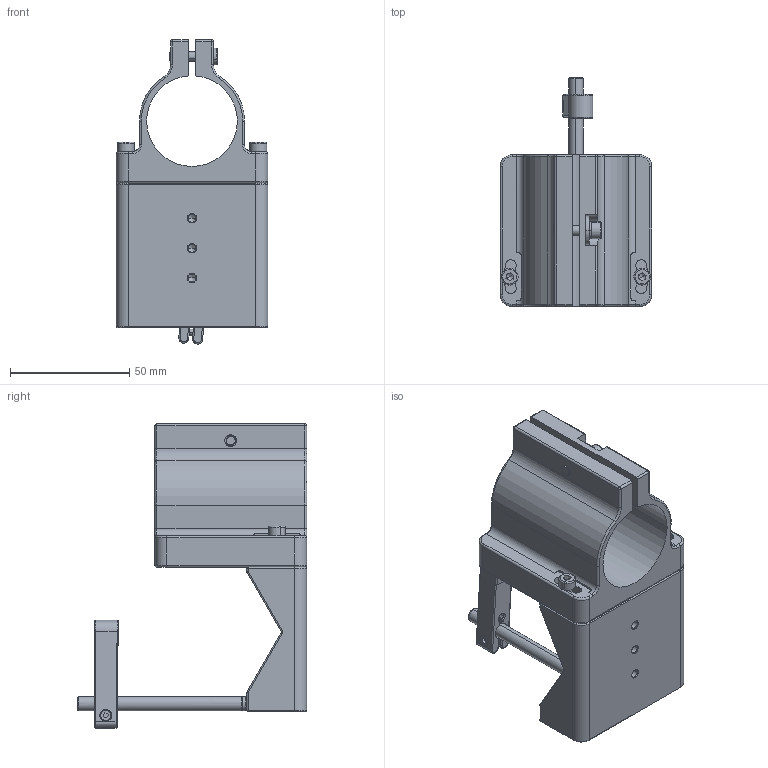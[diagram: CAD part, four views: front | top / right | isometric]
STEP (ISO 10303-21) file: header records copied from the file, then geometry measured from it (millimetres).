
FILE_DESCRIPTION (( 'STEP AP203' ), '1' );
FILE_NAME ('CRTB38-A.STEP', '2025-08-19T03:17:25', ( '' ), ( '' ), 'SwSTEP 2.0', 'SolidWorks 2020', '' );
FILE_SCHEMA (( 'CONFIG_CONTROL_DESIGN' ));
Length unit declared in the file: millimetre
Products named in the file (1): CRTB38-A
Bounding box: 63.5 x 96 x 127.37 mm (x, y, z)
Volume: 152868.2 mm3; surface area: 46192.5 mm2
Topology: 12 solids, 12 shells, 755 faces, 1870 edges, 1146 vertices
Faces by surface type: plane 342, cylinder 170, cone 94, bspline 93, torus 44, sphere 12
Entity records: 26612 total; most frequent: CARTESIAN_POINT 9844, ORIENTED_EDGE 3660, DIRECTION 3097, EDGE_CURVE 1830, AXIS2_PLACEMENT_3D 1147, VERTEX_POINT 1146, EDGE_LOOP 822, VECTOR 803
